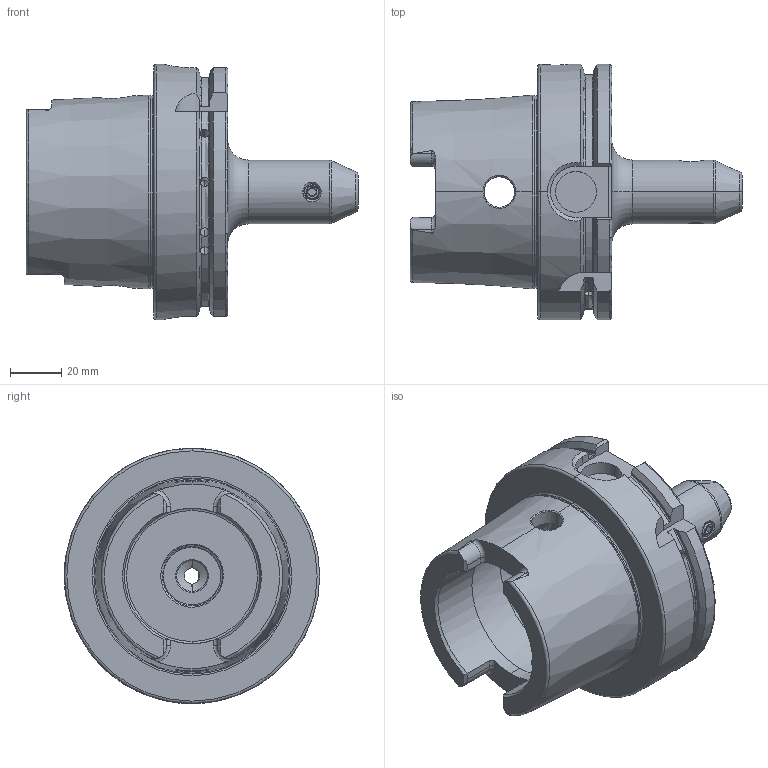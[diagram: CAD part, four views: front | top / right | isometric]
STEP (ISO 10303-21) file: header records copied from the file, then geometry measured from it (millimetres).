
FILE_DESCRIPTION (( 'STEP AP203' ), '1' );
FILE_NAME ('A100.04.06.K.STEP', '2016-09-05T08:07:32', ( '' ), ( '' ), 'SwSTEP 2.0', 'SolidWorks 2012', '' );
FILE_SCHEMA (( 'CONFIG_CONTROL_DESIGN' ));
Length unit declared in the file: millimetre
Products named in the file (3): 側固6_M6x1_10L; A100.04.06.K
Assembly tree (2 placements, depth 2):
  A100.04.06.K
    A100.04.06.K
    側固6_M6x1_10L
Bounding box: 130 x 100 x 100 mm (x, y, z)
Volume: 273832.4 mm3; surface area: 56595.6 mm2
Topology: 2 solids, 2 shells, 310 faces, 846 edges, 538 vertices
Faces by surface type: cylinder 126, plane 64, cone 48, torus 43, bspline 27, sphere 2
Entity records: 30975 total; most frequent: CARTESIAN_POINT 23640, ORIENTED_EDGE 1668, DIRECTION 1272, EDGE_CURVE 834, VERTEX_POINT 538, AXIS2_PLACEMENT_3D 510, EDGE_LOOP 328, FACE_OUTER_BOUND 310
